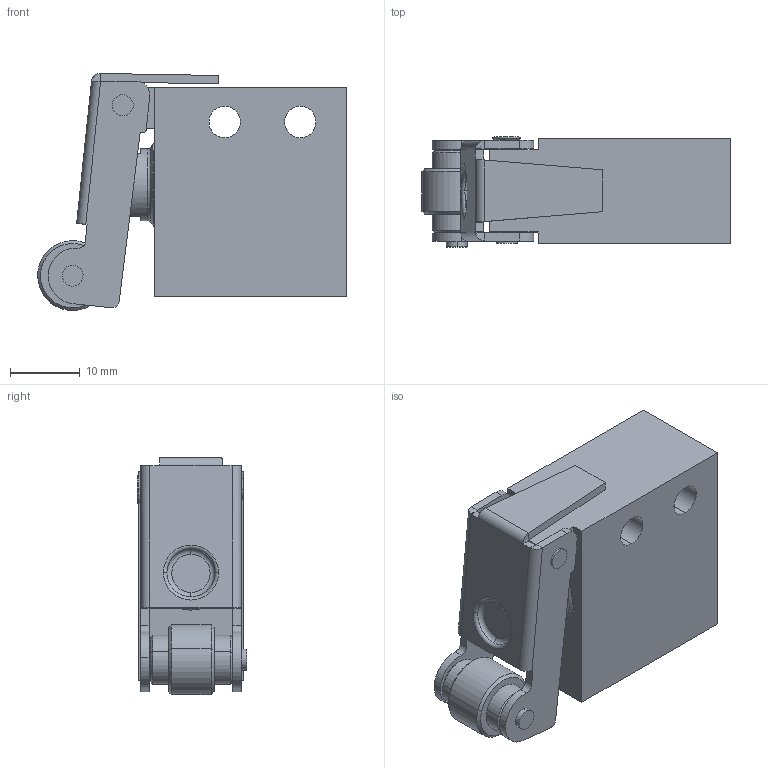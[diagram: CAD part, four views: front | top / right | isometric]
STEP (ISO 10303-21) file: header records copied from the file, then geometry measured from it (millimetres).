
FILE_DESCRIPTION (( 'STEP AP214' ), '1' );
FILE_NAME ('08_047_4.STEP', '2016-01-08T07:49:36', ( '' ), ( '' ), 'SwSTEP 2.0', 'SolidWorks 2016', '' );
FILE_SCHEMA (( 'AUTOMOTIVE_DESIGN' ));
Length unit declared in the file: millimetre
Products named in the file (1): 08_047_4
Bounding box: 44.17 x 15.7 x 33.93 mm (x, y, z)
Volume: 14275.8 mm3; surface area: 7021.2 mm2
Topology: 2 solids, 2 shells, 160 faces, 377 edges, 236 vertices
Faces by surface type: plane 62, cylinder 60, cone 20, torus 10, sphere 4, bspline 4
Entity records: 6595 total; most frequent: CARTESIAN_POINT 1040, DIRECTION 842, ORIENTED_EDGE 740, EDGE_CURVE 370, AXIS2_PLACEMENT_3D 329, VERTEX_POINT 233, EDGE_LOOP 189, VECTOR 184
